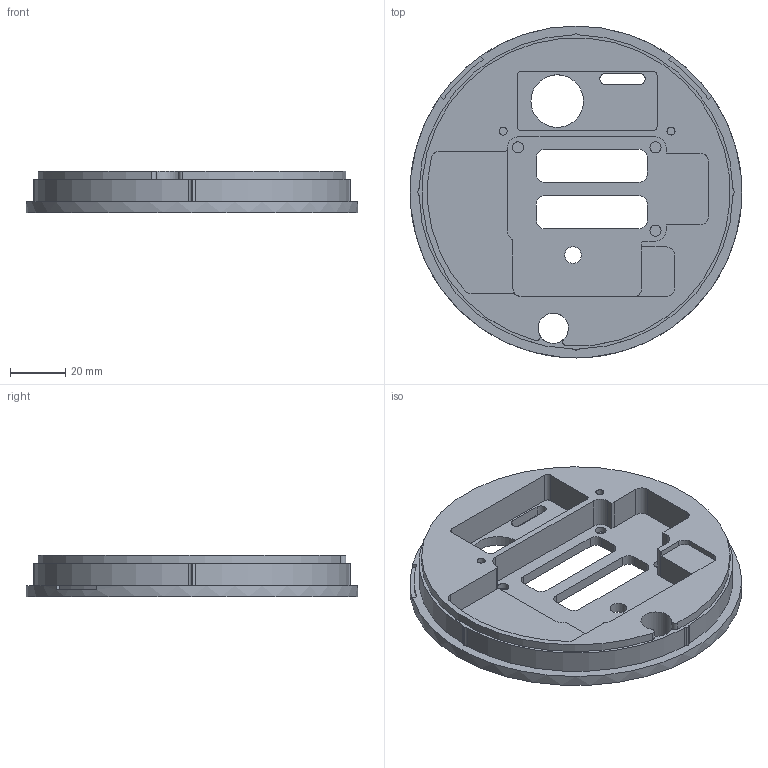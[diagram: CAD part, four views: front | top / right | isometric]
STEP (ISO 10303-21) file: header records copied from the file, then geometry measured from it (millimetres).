
FILE_DESCRIPTION(/* description */ (''),/* implementation_level */ '2;1');
FILE_NAME(/* name */ 'base.step',/* time_stamp */ '2020-04-24T13:09:39+02:00',/* author */ (''),/* organization */ (''),/* preprocessor_version */ 'ST-DEVELOPER v18.1',/* originating_system */ 'Autodesk Translation Framework v9.2.0.1227',/* authorisation */ '');
FILE_SCHEMA (('AUTOMOTIVE_DESIGN { 1 0 10303 214 3 1 1 }'));
Length unit declared in the file: millimetre
Products named in the file (1): BaseHDPE
Bounding box: 120 x 120 x 15 mm (x, y, z)
Volume: 82004.4 mm3; surface area: 33831.7 mm2
Topology: 1 solids, 1 shells, 157 faces, 456 edges, 313 vertices
Faces by surface type: cylinder 89, plane 68
Full cylindrical faces by diameter (mm): 2.9 x4, 4 x3, 6 x1, 11 x1, 19 x1, 120 x1
Entity records: 5368 total; most frequent: DIRECTION 977, CARTESIAN_POINT 927, ORIENTED_EDGE 912, EDGE_CURVE 456, AXIS2_PLACEMENT_3D 363, VERTEX_POINT 313, LINE 251, VECTOR 251
